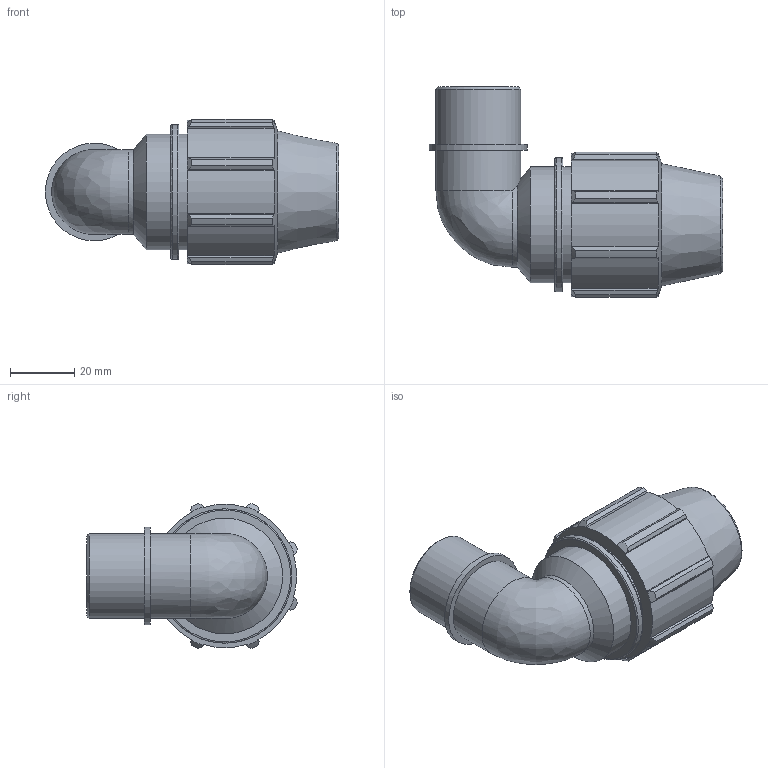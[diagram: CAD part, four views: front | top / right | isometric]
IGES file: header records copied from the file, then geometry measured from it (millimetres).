
Global section: file name: 078500020007_188500020007_0785060200070A.ipt; native system: Autodesk Inventor 2015; preprocessor: unknown; author: KIM; date: 20170606.133115; units: millimetre
Bounding box: 91.2 x 65.58 x 45.16 mm (x, y, z)
Volume: 73839 mm3; surface area: 22444.5 mm2
Topology: 1 solids, 1 shells, 86 faces, 237 edges, 158 vertices
Faces by surface type: plane 41, cylinder 23, cone 12, revolution 9, bspline 1
Full cylindrical faces by diameter (mm): 26.441 x2, 30.407 x1, 36 x2, 41.76 x1
